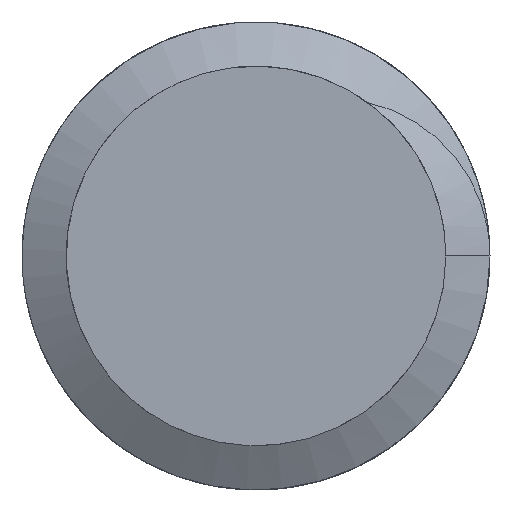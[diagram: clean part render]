
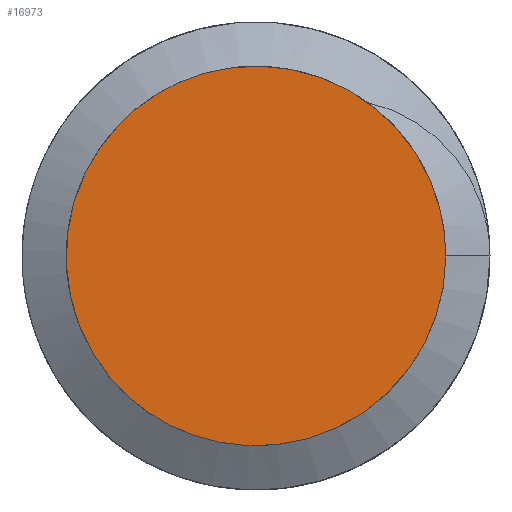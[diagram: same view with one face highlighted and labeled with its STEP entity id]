
A CAD part, front view. The second image highlights one B-rep face of the part: STEP entity #16973.
In plain terms, the highlighted free-form (B-spline) face has degree [1, 1] with [2, 2] control points.
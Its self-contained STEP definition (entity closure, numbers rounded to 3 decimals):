
#13212 = ( BOUNDED_SURFACE() B_SPLINE_SURFACE(2,1,(
    (#13213,#13214)
    ,(#13215,#13216)
    ,(#13217,#13218)
    ,(#13219,#13220)
    ,(#13221,#13222)
    ,(#13223,#13224)
    ,(#13225,#13226)
    ,(#13227,#13228)
    ,(#13229,#13230
)),.UNSPECIFIED.,.T.,.F.,.F.) B_SPLINE_SURFACE_WITH_KNOTS((1,2,2,2,2,2,1
    ),(2,2),(-0.25,0.,0.25,0.5,0.75,1.,1.25),(0.,1.),.UNSPECIFIED.) 
GEOMETRIC_REPRESENTATION_ITEM() RATIONAL_B_SPLINE_SURFACE((
    (1.,1.)
    ,(0.707,0.707)
    ,(1.,1.)
    ,(0.707,0.707)
    ,(1.,1.)
    ,(0.707,0.707)
    ,(1.,1.)
    ,(0.707,0.707)
,(1.,1.))) REPRESENTATION_ITEM('') SURFACE() );
#13213 = CARTESIAN_POINT('',(3.35,-2.4,0.));
#13214 = CARTESIAN_POINT('',(3.35,0.006,
    0.));
#13215 = CARTESIAN_POINT('',(3.35,-2.4,-3.35));
#13216 = CARTESIAN_POINT('',(3.35,0.006,
    -3.35));
#13217 = CARTESIAN_POINT('',(0.,-2.4,-3.35));
#13218 = CARTESIAN_POINT('',(0.,0.006,
    -3.35));
#13219 = CARTESIAN_POINT('',(-3.35,-2.4,-3.35));
#13220 = CARTESIAN_POINT('',(-3.35,0.006,
    -3.35));
#13221 = CARTESIAN_POINT('',(-3.35,-2.4,0.));
#13222 = CARTESIAN_POINT('',(-3.35,0.006,
    0.));
#13223 = CARTESIAN_POINT('',(-3.35,-2.4,3.35));
#13224 = CARTESIAN_POINT('',(-3.35,0.006,
    3.35));
#13225 = CARTESIAN_POINT('',(0.,-2.4,3.35));
#13226 = CARTESIAN_POINT('',(0.,0.006,
    3.35));
#13227 = CARTESIAN_POINT('',(3.35,-2.4,3.35));
#13228 = CARTESIAN_POINT('',(3.35,0.006,
    3.35));
#13229 = CARTESIAN_POINT('',(3.35,-2.4,0.));
#13230 = CARTESIAN_POINT('',(3.35,0.006,
    0.));
#13410 = VERTEX_POINT('',#13411);
#13411 = CARTESIAN_POINT('',(3.35,-2.4,
    0.));
#13429 = EDGE_CURVE('',#13410,#13410,#13430,.T.);
#13430 = SURFACE_CURVE('',#13431,(#13439,#13468),.PCURVE_S1.);
#13431 = ( BOUNDED_CURVE() B_SPLINE_CURVE(2,(#13432,#13433,#13434,#13435
    ,#13436,#13437,#13438),.UNSPECIFIED.,.F.,.F.) 
B_SPLINE_CURVE_WITH_KNOTS((3,2,2,3),(0.,0.333,0.667,1.
),.UNSPECIFIED.) CURVE() GEOMETRIC_REPRESENTATION_ITEM() 
RATIONAL_B_SPLINE_CURVE((1.,0.5,1.,0.5,1.,
0.5,1.)) REPRESENTATION_ITEM('') );
#13432 = CARTESIAN_POINT('',(3.35,-2.4,0.));
#13433 = CARTESIAN_POINT('',(3.35,-2.4,-5.802));
#13434 = CARTESIAN_POINT('',(-1.675,-2.4,-2.901));
#13435 = CARTESIAN_POINT('',(-6.7,-2.4,0.));
#13436 = CARTESIAN_POINT('',(-1.675,-2.4,2.901));
#13437 = CARTESIAN_POINT('',(3.349,-2.4,5.802));
#13438 = CARTESIAN_POINT('',(3.35,-2.4,0.));
#13439 = PCURVE('',#13212,#13440);
#13440 = DEFINITIONAL_REPRESENTATION('',(#13441),#13467);
#13441 = B_SPLINE_CURVE_WITH_KNOTS('',3,(#13442,#13443,#13444,#13445,
    #13446,#13447,#13448,#13449,#13450,#13451,#13452,#13453,#13454,
    #13455,#13456,#13457,#13458,#13459,#13460,#13461,#13462,#13463,
    #13464,#13465,#13466),.UNSPECIFIED.,.F.,.F.,(4,1,1,1,1,1,1,1,1,1,1,1
    ,1,1,1,1,1,1,1,1,1,1,4),(0.,0.045,0.091,
    0.136,0.182,0.227,0.273,
    0.318,0.364,0.409,0.455,0.5,
    0.545,0.591,0.636,0.682,
    0.727,0.773,0.818,0.864,
    0.909,0.955,1.),.QUASI_UNIFORM_KNOTS.);
#13442 = CARTESIAN_POINT('',(0.,0.));
#13443 = CARTESIAN_POINT('',(0.014,0.));
#13444 = CARTESIAN_POINT('',(0.042,0.));
#13445 = CARTESIAN_POINT('',(0.087,0.));
#13446 = CARTESIAN_POINT('',(0.133,0.));
#13447 = CARTESIAN_POINT('',(0.181,0.));
#13448 = CARTESIAN_POINT('',(0.231,0.));
#13449 = CARTESIAN_POINT('',(0.283,0.));
#13450 = CARTESIAN_POINT('',(0.324,0.));
#13451 = CARTESIAN_POINT('',(0.359,0.));
#13452 = CARTESIAN_POINT('',(0.401,0.));
#13453 = CARTESIAN_POINT('',(0.446,0.));
#13454 = CARTESIAN_POINT('',(0.5,0.));
#13455 = CARTESIAN_POINT('',(0.554,0.));
#13456 = CARTESIAN_POINT('',(0.599,0.));
#13457 = CARTESIAN_POINT('',(0.641,0.));
#13458 = CARTESIAN_POINT('',(0.676,0.));
#13459 = CARTESIAN_POINT('',(0.717,0.));
#13460 = CARTESIAN_POINT('',(0.769,0.));
#13461 = CARTESIAN_POINT('',(0.819,0.));
#13462 = CARTESIAN_POINT('',(0.867,0.));
#13463 = CARTESIAN_POINT('',(0.913,0.));
#13464 = CARTESIAN_POINT('',(0.958,0.));
#13465 = CARTESIAN_POINT('',(0.986,-0.));
#13466 = CARTESIAN_POINT('',(1.,0.));
#13467 = ( GEOMETRIC_REPRESENTATION_CONTEXT(2) 
PARAMETRIC_REPRESENTATION_CONTEXT() REPRESENTATION_CONTEXT('2D SPACE',''
  ) );
#13468 = PCURVE('',#13469,#13474);
#13469 = B_SPLINE_SURFACE_WITH_KNOTS('',1,1,(
    (#13470,#13471)
    ,(#13472,#13473
    )),.UNSPECIFIED.,.F.,.F.,.F.,(2,2),(2,2),(0.,1.),(0.,1.),
  .PIECEWISE_BEZIER_KNOTS.);
#13470 = CARTESIAN_POINT('',(-7.243,-2.4,-6.345));
#13471 = CARTESIAN_POINT('',(-7.243,-2.4,5.594));
#13472 = CARTESIAN_POINT('',(4.696,-2.4,-6.345));
#13473 = CARTESIAN_POINT('',(4.696,-2.4,5.594));
#13474 = DEFINITIONAL_REPRESENTATION('',(#13475),#13501);
#13475 = B_SPLINE_CURVE_WITH_KNOTS('',3,(#13476,#13477,#13478,#13479,
    #13480,#13481,#13482,#13483,#13484,#13485,#13486,#13487,#13488,
    #13489,#13490,#13491,#13492,#13493,#13494,#13495,#13496,#13497,
    #13498,#13499,#13500),.UNSPECIFIED.,.F.,.F.,(4,1,1,1,1,1,1,1,1,1,1,1
    ,1,1,1,1,1,1,1,1,1,1,4),(0.,0.045,0.091,
    0.136,0.182,0.227,0.273,
    0.318,0.364,0.409,0.455,0.5,
    0.545,0.591,0.636,0.682,
    0.727,0.773,0.818,0.864,
    0.909,0.955,1.),.QUASI_UNIFORM_KNOTS.);
#13476 = CARTESIAN_POINT('',(0.887,0.531));
#13477 = CARTESIAN_POINT('',(0.888,0.51));
#13478 = CARTESIAN_POINT('',(0.882,0.462));
#13479 = CARTESIAN_POINT('',(0.852,0.388));
#13480 = CARTESIAN_POINT('',(0.798,0.32));
#13481 = CARTESIAN_POINT('',(0.722,0.271));
#13482 = CARTESIAN_POINT('',(0.637,0.248));
#13483 = CARTESIAN_POINT('',(0.554,0.252));
#13484 = CARTESIAN_POINT('',(0.484,0.276));
#13485 = CARTESIAN_POINT('',(0.428,0.311));
#13486 = CARTESIAN_POINT('',(0.374,0.367));
#13487 = CARTESIAN_POINT('',(0.336,0.443));
#13488 = CARTESIAN_POINT('',(0.321,0.531));
#13489 = CARTESIAN_POINT('',(0.336,0.62));
#13490 = CARTESIAN_POINT('',(0.374,0.695));
#13491 = CARTESIAN_POINT('',(0.428,0.752));
#13492 = CARTESIAN_POINT('',(0.484,0.787));
#13493 = CARTESIAN_POINT('',(0.554,0.811));
#13494 = CARTESIAN_POINT('',(0.637,0.815));
#13495 = CARTESIAN_POINT('',(0.722,0.792));
#13496 = CARTESIAN_POINT('',(0.798,0.743));
#13497 = CARTESIAN_POINT('',(0.852,0.675));
#13498 = CARTESIAN_POINT('',(0.882,0.601));
#13499 = CARTESIAN_POINT('',(0.888,0.553));
#13500 = CARTESIAN_POINT('',(0.887,0.531));
#13501 = ( GEOMETRIC_REPRESENTATION_CONTEXT(2) 
PARAMETRIC_REPRESENTATION_CONTEXT() REPRESENTATION_CONTEXT('2D SPACE',''
  ) );
#16973 = ADVANCED_FACE('',(#16974),#13469,.T.);
#16974 = FACE_BOUND('',#16975,.T.);
#16975 = EDGE_LOOP('',(#16976));
#16976 = ORIENTED_EDGE('',*,*,#13429,.F.);
